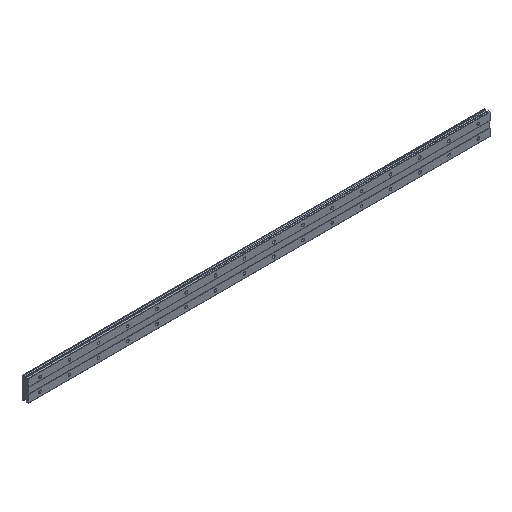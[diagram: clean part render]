
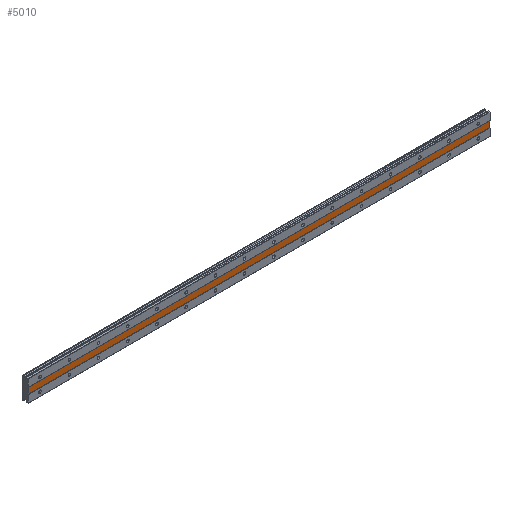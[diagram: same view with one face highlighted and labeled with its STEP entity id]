
A CAD part, isometric view. The second image highlights one B-rep face of the part: STEP entity #5010.
In plain terms, the highlighted planar face has unit normal (0, -1, 0).
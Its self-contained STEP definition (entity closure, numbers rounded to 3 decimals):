
#111 = CARTESIAN_POINT ( 'NONE',  ( -20., 0.5, -5. ) ) ;
#218 = AXIS2_PLACEMENT_3D ( 'NONE', #1807, #6045, #4607 ) ;
#362 = VERTEX_POINT ( 'NONE', #4270 ) ;
#410 = EDGE_CURVE ( 'NONE', #362, #5919, #1380, .T. ) ;
#467 = DIRECTION ( 'NONE',  ( 0., 0., -1. ) ) ;
#504 = EDGE_CURVE ( 'NONE', #1484, #5111, #3492, .T. ) ;
#646 = DIRECTION ( 'NONE',  ( -1., 0., 0. ) ) ;
#743 = LINE ( 'NONE', #3939, #5996 ) ;
#821 = LINE ( 'NONE', #4595, #2022 ) ;
#1280 = PLANE ( 'NONE',  #218 ) ;
#1380 = LINE ( 'NONE', #6081, #2387 ) ;
#1484 = VERTEX_POINT ( 'NONE', #1750 ) ;
#1750 = CARTESIAN_POINT ( 'NONE',  ( 770., 0.5, 5. ) ) ;
#1807 = CARTESIAN_POINT ( 'NONE',  ( 770., 0.5, 5. ) ) ;
#1883 = ORIENTED_EDGE ( 'NONE', *, *, #504, .F. ) ;
#2022 = VECTOR ( 'NONE', #646, 1000. ) ;
#2064 = DIRECTION ( 'NONE',  ( -1., 0., 0. ) ) ;
#2387 = VECTOR ( 'NONE', #467, 1000. ) ;
#2860 = EDGE_LOOP ( 'NONE', ( #3590, #1883, #5830, #4997 ) ) ;
#3196 = EDGE_CURVE ( 'NONE', #5111, #5919, #821, .T. ) ;
#3303 = FACE_OUTER_BOUND ( 'NONE', #2860, .T. ) ;
#3492 = LINE ( 'NONE', #3864, #3791 ) ;
#3590 = ORIENTED_EDGE ( 'NONE', *, *, #3196, .F. ) ;
#3791 = VECTOR ( 'NONE', #3952, 1000. ) ;
#3864 = CARTESIAN_POINT ( 'NONE',  ( 770., 0.5, 18.34 ) ) ;
#3939 = CARTESIAN_POINT ( 'NONE',  ( 770., 0.5, 5. ) ) ;
#3952 = DIRECTION ( 'NONE',  ( 0., 0., -1. ) ) ;
#4270 = CARTESIAN_POINT ( 'NONE',  ( -20., 0.5, 5. ) ) ;
#4595 = CARTESIAN_POINT ( 'NONE',  ( 770., 0.5, -5. ) ) ;
#4607 = DIRECTION ( 'NONE',  ( 0., 0., 1. ) ) ;
#4997 = ORIENTED_EDGE ( 'NONE', *, *, #410, .T. ) ;
#5010 = ADVANCED_FACE ( 'NONE', ( #3303 ), #1280, .F. ) ;
#5111 = VERTEX_POINT ( 'NONE', #5251 ) ;
#5251 = CARTESIAN_POINT ( 'NONE',  ( 770., 0.5, -5. ) ) ;
#5830 = ORIENTED_EDGE ( 'NONE', *, *, #6018, .T. ) ;
#5919 = VERTEX_POINT ( 'NONE', #111 ) ;
#5996 = VECTOR ( 'NONE', #2064, 1000. ) ;
#6018 = EDGE_CURVE ( 'NONE', #1484, #362, #743, .T. ) ;
#6045 = DIRECTION ( 'NONE',  ( 0., 1., 0. ) ) ;
#6081 = CARTESIAN_POINT ( 'NONE',  ( -20., 0.5, 18.34 ) ) ;
